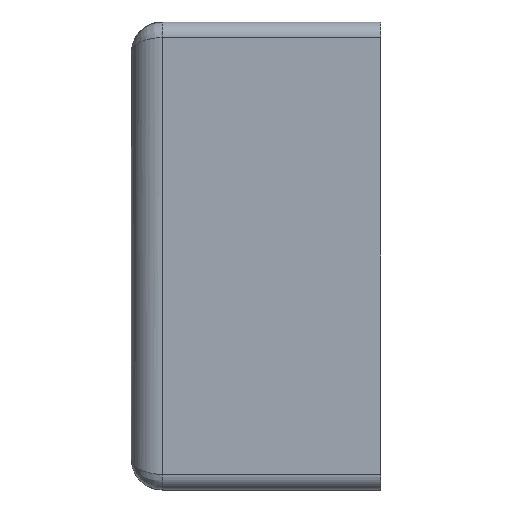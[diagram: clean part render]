
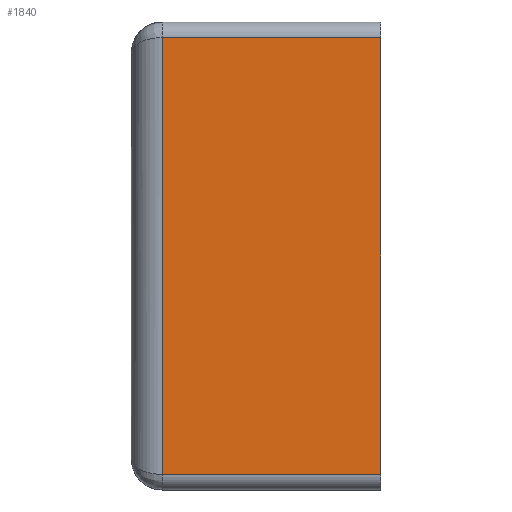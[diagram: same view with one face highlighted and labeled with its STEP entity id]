
A CAD part, left-side view. The second image highlights one B-rep face of the part: STEP entity #1840.
In plain terms, the highlighted planar face has unit normal (-1, 0, 0).
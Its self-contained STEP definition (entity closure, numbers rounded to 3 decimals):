
#138=PLANE('',#1992);
#185=LINE('',#2878,#323);
#186=LINE('',#2880,#324);
#187=LINE('',#2882,#325);
#188=LINE('',#2883,#326);
#323=VECTOR('',#2287,14.);
#324=VECTOR('',#2288,28.);
#325=VECTOR('',#2289,14.);
#326=VECTOR('',#2290,28.);
#516=FACE_OUTER_BOUND('',#647,.T.);
#647=EDGE_LOOP('',(#1335,#1336,#1337,#1338));
#853=VERTEX_POINT('',#2876);
#854=VERTEX_POINT('',#2877);
#855=VERTEX_POINT('',#2879);
#856=VERTEX_POINT('',#2881);
#1025=EDGE_CURVE('',#853,#854,#185,.T.);
#1026=EDGE_CURVE('',#855,#853,#186,.T.);
#1027=EDGE_CURVE('',#856,#855,#187,.T.);
#1028=EDGE_CURVE('',#856,#854,#188,.T.);
#1335=ORIENTED_EDGE('',*,*,#1025,.F.);
#1336=ORIENTED_EDGE('',*,*,#1026,.F.);
#1337=ORIENTED_EDGE('',*,*,#1027,.F.);
#1338=ORIENTED_EDGE('',*,*,#1028,.T.);
#1840=ADVANCED_FACE('',(#516),#138,.T.);
#1992=AXIS2_PLACEMENT_3D('',#2875,#2285,#2286);
#2285=DIRECTION('center_axis',(-1.,0.,0.));
#2286=DIRECTION('ref_axis',(0.,0.,1.));
#2287=DIRECTION('',(0.,-1.,0.));
#2288=DIRECTION('',(0.,0.,1.));
#2289=DIRECTION('',(0.,1.,0.));
#2290=DIRECTION('',(0.,0.,1.));
#2875=CARTESIAN_POINT('Origin',(-27.5,0.,-15.));
#2876=CARTESIAN_POINT('',(-27.5,14.,14.));
#2877=CARTESIAN_POINT('',(-27.5,0.,14.));
#2878=CARTESIAN_POINT('',(-27.5,0.,14.));
#2879=CARTESIAN_POINT('',(-27.5,14.,-14.));
#2880=CARTESIAN_POINT('',(-27.5,14.,-7.5));
#2881=CARTESIAN_POINT('',(-27.5,0.,-14.));
#2882=CARTESIAN_POINT('',(-27.5,0.,-14.));
#2883=CARTESIAN_POINT('',(-27.5,0.,-15.));
